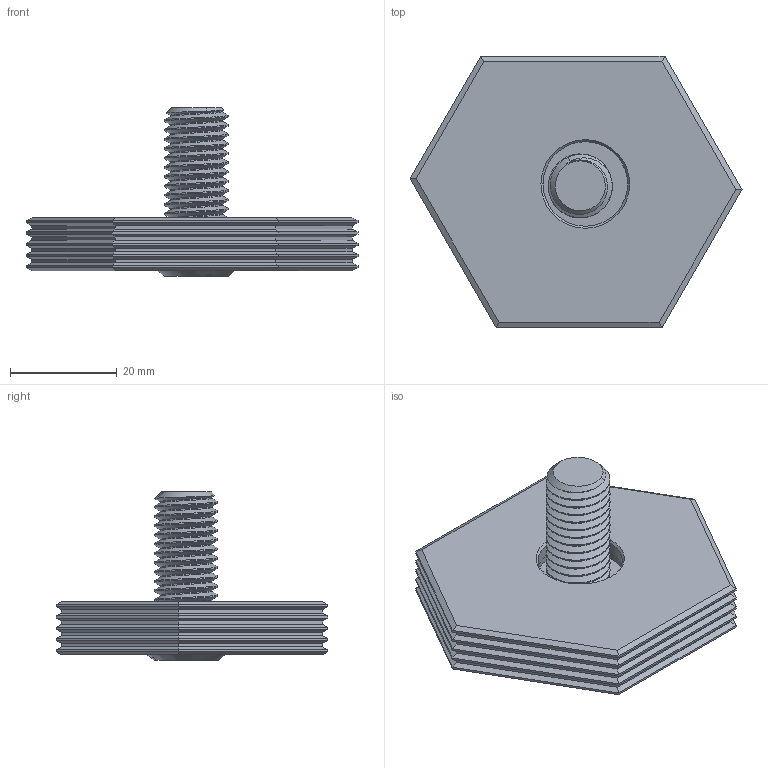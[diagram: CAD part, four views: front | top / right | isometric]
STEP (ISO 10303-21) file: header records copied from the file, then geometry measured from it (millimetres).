
FILE_DESCRIPTION (( 'STEP AP214' ), '1' );
FILE_NAME ('95135.STEP', '2023-07-05T20:03:59', ( '' ), ( '' ), 'SwSTEP 2.0', 'SolidWorks 2021', '' );
FILE_SCHEMA (( 'AUTOMOTIVE_DESIGN' ));
Length unit declared in the file: inch
Products named in the file (3): 901351_901351; 95135; 50371_50371
Assembly tree (2 placements, depth 2):
  95135
    901351_901351
    50371_50371
Bounding box: 62.33 x 51 x 31.6 mm (x, y, z)
Volume: 24511.8 mm3; surface area: 9716 mm2
Topology: 2 solids, 2 shells, 340 faces, 826 edges, 509 vertices
Faces by surface type: plane 210, cylinder 64, bspline 50, cone 14, sphere 2
Entity records: 14603 total; most frequent: CARTESIAN_POINT 7278, ORIENTED_EDGE 1652, DIRECTION 1219, EDGE_CURVE 826, VECTOR 565, LINE 565, VERTEX_POINT 509, EDGE_LOOP 361
